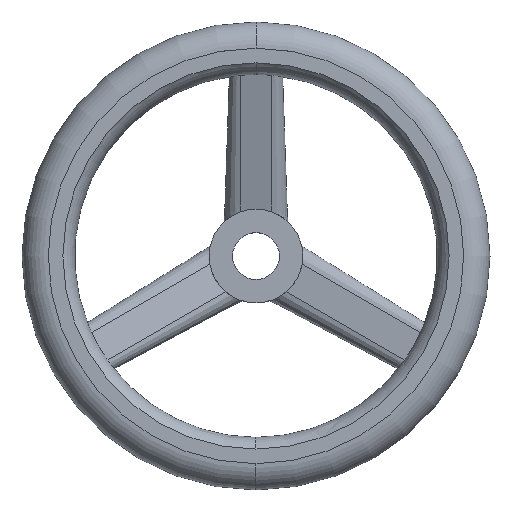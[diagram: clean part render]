
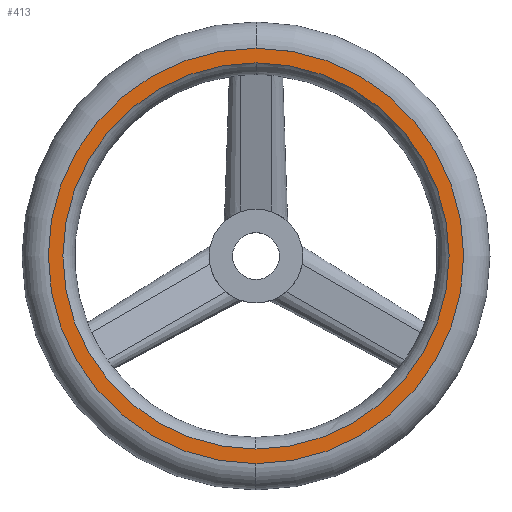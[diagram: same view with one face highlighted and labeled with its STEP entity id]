
A CAD part, top view. The second image highlights one B-rep face of the part: STEP entity #413.
In plain terms, the highlighted planar face has unit normal (0, 0, 1).
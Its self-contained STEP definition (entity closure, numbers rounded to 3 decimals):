
#209=EDGE_CURVE('',#363,#505,#591,.T.);
#217=EDGE_CURVE('',#241,#465,#599,.T.);
#235=EDGE_CURVE('',#505,#363,#617,.T.);
#241=VERTEX_POINT('',#623);
#271=EDGE_CURVE('',#539,#241,#656,.T.);
#363=VERTEX_POINT('',#760);
#413=ADVANCED_FACE('',(#813,#814),#815,.F.);
#465=VERTEX_POINT('',#874);
#505=VERTEX_POINT('',#923);
#533=EDGE_CURVE('',#465,#539,#953,.T.);
#539=VERTEX_POINT('',#959);
#591=CIRCLE('',#1002,71.0);
#599=CIRCLE('',#1022,66.025);
#617=CIRCLE('',#1143,71.0);
#623=CARTESIAN_POINT('',(0.,-66.025,38.5));
#656=CIRCLE('',#1224,66.025);
#760=CARTESIAN_POINT('',(0.,-71.0,38.5));
#813=FACE_BOUND('',#1693,.T.);
#814=FACE_OUTER_BOUND('',#1694,.T.);
#815=PLANE('',#1695);
#874=CARTESIAN_POINT('',(0.,66.025,38.5));
#923=CARTESIAN_POINT('',(0.,71.0,38.5));
#953=CIRCLE('',#2003,66.025);
#959=CARTESIAN_POINT('',(-66.025,0.,38.5));
#1002=AXIS2_PLACEMENT_3D('',#2107,#2108,#2109);
#1022=AXIS2_PLACEMENT_3D('',#2110,#2111,#2112);
#1143=AXIS2_PLACEMENT_3D('',#2119,#2120,#2121);
#1224=AXIS2_PLACEMENT_3D('',#2154,#2155,#2156);
#1693=EDGE_LOOP('',(#2353,#2354,#2355));
#1694=EDGE_LOOP('',(#2356,#2357));
#1695=AXIS2_PLACEMENT_3D('',#2358,#2359,#2360);
#2003=AXIS2_PLACEMENT_3D('',#2550,#2551,#2552);
#2107=CARTESIAN_POINT('',(0.,0.,38.5));
#2108=DIRECTION('',(0.,0.,1.0));
#2109=DIRECTION('',(0.,1.0,0.));
#2110=CARTESIAN_POINT('',(0.,0.,38.5));
#2111=DIRECTION('',(0.,0.,1.0));
#2112=DIRECTION('',(1.0,0.0,0.));
#2119=CARTESIAN_POINT('',(0.,0.,38.5));
#2120=DIRECTION('',(0.,0.,1.0));
#2121=DIRECTION('',(0.,1.0,0.));
#2154=CARTESIAN_POINT('',(0.,0.,38.5));
#2155=DIRECTION('',(0.,0.,1.0));
#2156=DIRECTION('',(1.0,0.0,0.));
#2353=ORIENTED_EDGE('',*,*,#271,.F.);
#2354=ORIENTED_EDGE('',*,*,#533,.F.);
#2355=ORIENTED_EDGE('',*,*,#217,.F.);
#2356=ORIENTED_EDGE('',*,*,#235,.T.);
#2357=ORIENTED_EDGE('',*,*,#209,.T.);
#2358=CARTESIAN_POINT('',(0.,66.5,38.5));
#2359=DIRECTION('',(0.,0.,-1.0));
#2360=DIRECTION('',(0.,-1.0,0.0));
#2550=CARTESIAN_POINT('',(0.,0.,38.5));
#2551=DIRECTION('',(0.,0.,1.0));
#2552=DIRECTION('',(1.0,0.0,0.));
